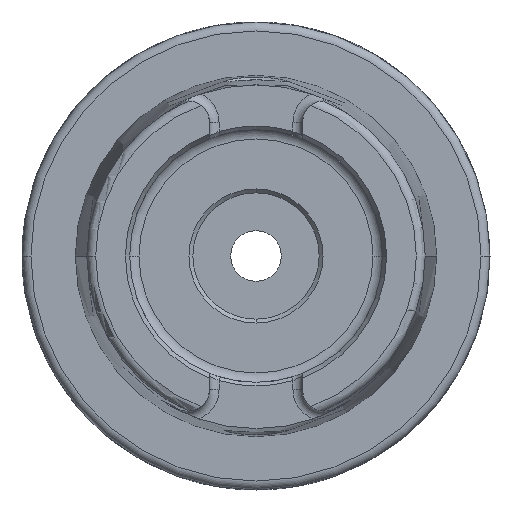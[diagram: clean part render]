
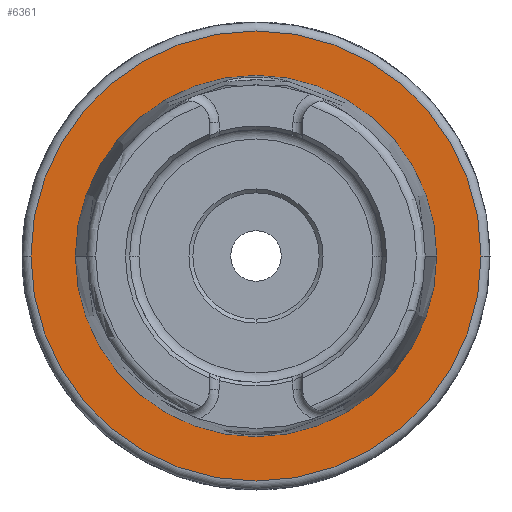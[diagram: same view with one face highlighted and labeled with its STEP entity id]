
A CAD part, left-side view. The second image highlights one B-rep face of the part: STEP entity #6361.
In plain terms, the highlighted planar face has unit normal (-1, 0, 0).
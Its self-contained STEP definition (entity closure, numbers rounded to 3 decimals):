
#37 = EDGE_CURVE ( 'NONE', #2888, #2234, #4275, .T. ) ;
#327 = DIRECTION ( 'NONE',  ( 0., 1., 0. ) ) ;
#370 = DIRECTION ( 'NONE',  ( 1., 0., 0. ) ) ;
#394 = FACE_OUTER_BOUND ( 'NONE', #6463, .T. ) ;
#543 = DIRECTION ( 'NONE',  ( 0., 1., 0. ) ) ;
#591 = CARTESIAN_POINT ( 'NONE',  ( 0., 30.3, 0. ) ) ;
#921 = CARTESIAN_POINT ( 'NONE',  ( 0., -24.321, 0. ) ) ;
#1415 = DIRECTION ( 'NONE',  ( 0., -1., 0. ) ) ;
#1523 = AXIS2_PLACEMENT_3D ( 'NONE', #5122, #370, #3582 ) ;
#1628 = DIRECTION ( 'NONE',  ( 1., 0., 0. ) ) ;
#1667 = ORIENTED_EDGE ( 'NONE', *, *, #37, .T. ) ;
#1735 = VERTEX_POINT ( 'NONE', #4052 ) ;
#1751 = AXIS2_PLACEMENT_3D ( 'NONE', #5462, #6573, #1415 ) ;
#1771 = ORIENTED_EDGE ( 'NONE', *, *, #3113, .F. ) ;
#1874 = EDGE_CURVE ( 'NONE', #2234, #2888, #2752, .T. ) ;
#2234 = VERTEX_POINT ( 'NONE', #6135 ) ;
#2363 = EDGE_CURVE ( 'NONE', #5014, #1735, #5092, .T. ) ;
#2439 = PLANE ( 'NONE',  #1751 ) ;
#2712 = CIRCLE ( 'NONE', #6518, 30.3 ) ;
#2752 = CIRCLE ( 'NONE', #1523, 24.321 ) ;
#2819 = ORIENTED_EDGE ( 'NONE', *, *, #1874, .T. ) ;
#2888 = VERTEX_POINT ( 'NONE', #921 ) ;
#2983 = ORIENTED_EDGE ( 'NONE', *, *, #2363, .F. ) ;
#3113 = EDGE_CURVE ( 'NONE', #1735, #5014, #2712, .T. ) ;
#3582 = DIRECTION ( 'NONE',  ( 0., 1., 0. ) ) ;
#3942 = CARTESIAN_POINT ( 'NONE',  ( 0., 0., 0. ) ) ;
#4037 = FACE_BOUND ( 'NONE', #6384, .T. ) ;
#4052 = CARTESIAN_POINT ( 'NONE',  ( 0., -30.3, 0. ) ) ;
#4275 = CIRCLE ( 'NONE', #4585, 24.321 ) ;
#4585 = AXIS2_PLACEMENT_3D ( 'NONE', #5675, #1628, #543 ) ;
#4821 = DIRECTION ( 'NONE',  ( 1., 0., 0. ) ) ;
#4851 = DIRECTION ( 'NONE',  ( 0., 1., 0. ) ) ;
#5014 = VERTEX_POINT ( 'NONE', #591 ) ;
#5092 = CIRCLE ( 'NONE', #6505, 30.3 ) ;
#5122 = CARTESIAN_POINT ( 'NONE',  ( 0., 0., 0. ) ) ;
#5333 = CARTESIAN_POINT ( 'NONE',  ( 0., 0., 0. ) ) ;
#5462 = CARTESIAN_POINT ( 'NONE',  ( 0., 24.321, 0. ) ) ;
#5675 = CARTESIAN_POINT ( 'NONE',  ( 0., 0., 0. ) ) ;
#6135 = CARTESIAN_POINT ( 'NONE',  ( 0., 24.321, 0. ) ) ;
#6143 = DIRECTION ( 'NONE',  ( 1., 0., 0. ) ) ;
#6361 = ADVANCED_FACE ( 'NONE', ( #4037, #394 ), #2439, .T. ) ;
#6384 = EDGE_LOOP ( 'NONE', ( #2819, #1667 ) ) ;
#6463 = EDGE_LOOP ( 'NONE', ( #2983, #1771 ) ) ;
#6505 = AXIS2_PLACEMENT_3D ( 'NONE', #5333, #4821, #4851 ) ;
#6518 = AXIS2_PLACEMENT_3D ( 'NONE', #3942, #6143, #327 ) ;
#6573 = DIRECTION ( 'NONE',  ( -1., 0., 0. ) ) ;
